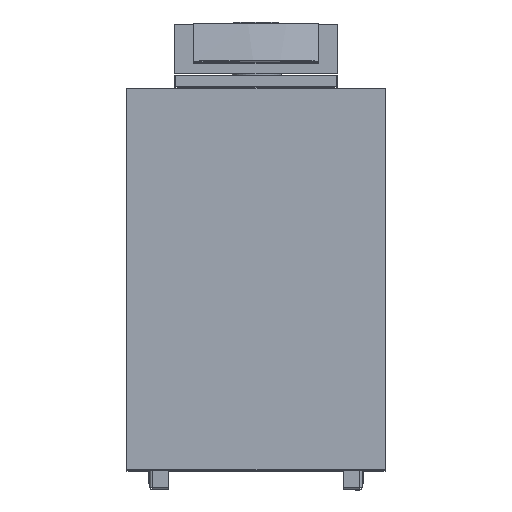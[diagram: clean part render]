
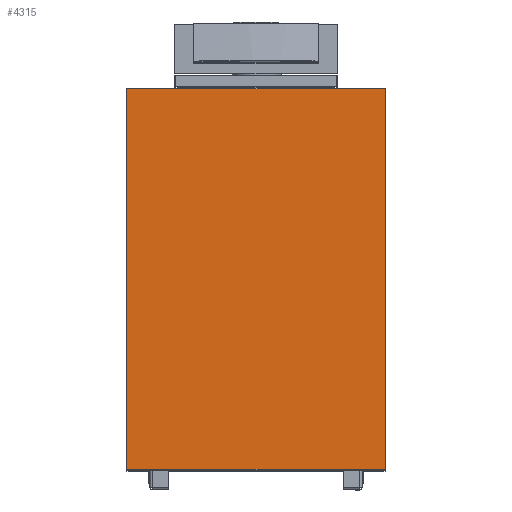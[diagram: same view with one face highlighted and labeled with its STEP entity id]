
A CAD part, top view. The second image highlights one B-rep face of the part: STEP entity #4315.
In plain terms, the highlighted planar face has unit normal (0, 0, 1).
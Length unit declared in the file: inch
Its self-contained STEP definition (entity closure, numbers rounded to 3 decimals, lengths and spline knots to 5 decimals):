
#165=FACE_OUTER_BOUND('',#292,.T.);
#292=EDGE_LOOP('',(#3381,#3382,#3383,#3384,#3385,#3386,#3387,#3388));
#536=LINE('',#6262,#1202);
#537=LINE('',#6266,#1203);
#538=LINE('',#6268,#1204);
#539=LINE('',#6269,#1205);
#540=LINE('',#6271,#1206);
#541=LINE('',#6273,#1207);
#542=LINE('',#6275,#1208);
#543=LINE('',#6276,#1209);
#1202=VECTOR('',#5065,36.45654);
#1203=VECTOR('',#5068,0.00008);
#1204=VECTOR('',#5069,53.74016);
#1205=VECTOR('',#5070,0.00008);
#1206=VECTOR('',#5071,0.00008);
#1207=VECTOR('',#5072,53.74016);
#1208=VECTOR('',#5073,0.00008);
#1209=VECTOR('',#5074,36.45654);
#1868=VERTEX_POINT('',#6258);
#1869=VERTEX_POINT('',#6260);
#1870=VERTEX_POINT('',#6264);
#1871=VERTEX_POINT('',#6265);
#1872=VERTEX_POINT('',#6267);
#1873=VERTEX_POINT('',#6270);
#1874=VERTEX_POINT('',#6272);
#1875=VERTEX_POINT('',#6274);
#2603=EDGE_CURVE('',#1868,#1869,#536,.T.);
#2604=EDGE_CURVE('',#1870,#1871,#537,.T.);
#2605=EDGE_CURVE('',#1872,#1870,#538,.T.);
#2606=EDGE_CURVE('',#1868,#1872,#539,.T.);
#2607=EDGE_CURVE('',#1873,#1869,#540,.T.);
#2608=EDGE_CURVE('',#1874,#1873,#541,.T.);
#2609=EDGE_CURVE('',#1875,#1874,#542,.T.);
#2610=EDGE_CURVE('',#1871,#1875,#543,.T.);
#3381=ORIENTED_EDGE('',*,*,#2604,.F.);
#3382=ORIENTED_EDGE('',*,*,#2605,.F.);
#3383=ORIENTED_EDGE('',*,*,#2606,.F.);
#3384=ORIENTED_EDGE('',*,*,#2603,.T.);
#3385=ORIENTED_EDGE('',*,*,#2607,.F.);
#3386=ORIENTED_EDGE('',*,*,#2608,.F.);
#3387=ORIENTED_EDGE('',*,*,#2609,.F.);
#3388=ORIENTED_EDGE('',*,*,#2610,.F.);
#4085=PLANE('',#4710);
#4315=ADVANCED_FACE('',(#165),#4085,.F.);
#4710=AXIS2_PLACEMENT_3D('',#6263,#5066,#5067);
#5065=DIRECTION('',(-1.,0.,0.));
#5066=DIRECTION('center_axis',(0.,0.,
-1.));
#5067=DIRECTION('ref_axis',(-1.,0.,0.));
#5068=DIRECTION('',(-1.,0.,0.));
#5069=DIRECTION('',(0.,-1.,0.));
#5070=DIRECTION('',(1.,0.,0.));
#5071=DIRECTION('',(1.,0.,0.));
#5072=DIRECTION('',(0.,1.,0.));
#5073=DIRECTION('',(-1.,0.,0.));
#5074=DIRECTION('',(-1.,0.,0.));
#6258=CARTESIAN_POINT('',(0.6091,55.68685,61.39969));
#6260=CARTESIAN_POINT('',(-35.84744,55.68685,61.39969));
#6262=CARTESIAN_POINT('',(0.6091,55.68685,61.39969));
#6263=CARTESIAN_POINT('Origin',(0.60917,55.72622,61.39969));
#6264=CARTESIAN_POINT('',(0.60917,1.94669,61.39969));
#6265=CARTESIAN_POINT('',(0.6091,1.94669,61.39969));
#6266=CARTESIAN_POINT('',(0.60917,1.94669,61.39969));
#6267=CARTESIAN_POINT('',(0.60917,55.68685,61.39969));
#6268=CARTESIAN_POINT('',(0.60917,55.68685,61.39969));
#6269=CARTESIAN_POINT('',(0.6091,55.68685,61.39969));
#6270=CARTESIAN_POINT('',(-35.84752,55.68685,61.39969));
#6271=CARTESIAN_POINT('',(-35.84752,55.68685,61.39969));
#6272=CARTESIAN_POINT('',(-35.84752,1.94669,61.39969));
#6273=CARTESIAN_POINT('',(-35.84752,1.94669,61.39969));
#6274=CARTESIAN_POINT('',(-35.84744,1.94669,61.39969));
#6275=CARTESIAN_POINT('',(-35.84744,1.94669,61.39969));
#6276=CARTESIAN_POINT('',(0.6091,1.94669,61.39969));
